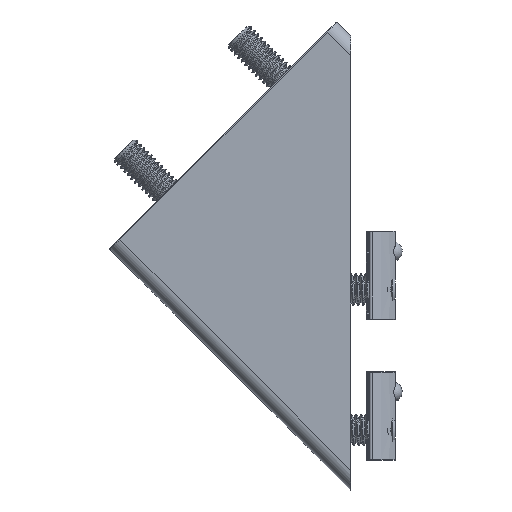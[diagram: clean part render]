
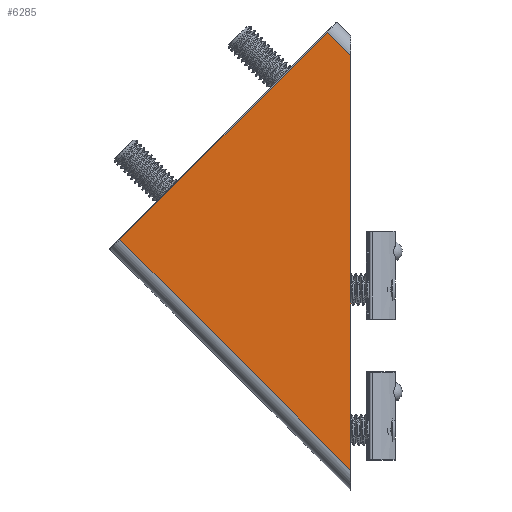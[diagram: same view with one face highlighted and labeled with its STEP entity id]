
A CAD part, left-side view. The second image highlights one B-rep face of the part: STEP entity #6285.
In plain terms, the highlighted planar face has unit normal (-1, 0, 0).
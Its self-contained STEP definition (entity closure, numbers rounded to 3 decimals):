
#168=PLANE('',#6707);
#648=LINE('',#9072,#944);
#669=LINE('',#12115,#965);
#722=LINE('',#12496,#1018);
#723=LINE('',#12497,#1019);
#944=VECTOR('',#7308,10.);
#965=VECTOR('',#7399,10.);
#1018=VECTOR('',#7544,1000.);
#1019=VECTOR('',#7545,1000.);
#1415=FACE_OUTER_BOUND('',#1768,.T.);
#1768=EDGE_LOOP('',(#4461,#4462,#4463,#4464));
#2416=VERTEX_POINT('',#8881);
#2431=VERTEX_POINT('',#9032);
#2487=VERTEX_POINT('',#12109);
#2488=VERTEX_POINT('',#12113);
#3159=EDGE_CURVE('',#2416,#2431,#648,.T.);
#3229=EDGE_CURVE('',#2487,#2488,#669,.T.);
#3318=EDGE_CURVE('',#2416,#2488,#722,.F.);
#3319=EDGE_CURVE('',#2487,#2431,#723,.F.);
#4461=ORIENTED_EDGE('',*,*,#3159,.F.);
#4462=ORIENTED_EDGE('',*,*,#3318,.T.);
#4463=ORIENTED_EDGE('',*,*,#3229,.F.);
#4464=ORIENTED_EDGE('',*,*,#3319,.T.);
#6285=ADVANCED_FACE('',(#1415),#168,.F.);
#6707=AXIS2_PLACEMENT_3D('',#12495,#7542,#7543);
#7308=DIRECTION('',(0.,0.,-1.));
#7399=DIRECTION('',(0.,-0.707,0.707));
#7542=DIRECTION('center_axis',(1.,0.,0.));
#7543=DIRECTION('ref_axis',(0.,0.,-1.));
#7544=DIRECTION('',(0.,-0.707,-0.707));
#7545=DIRECTION('',(0.,0.707,0.707));
#8881=CARTESIAN_POINT('',(-20.,0.05,-4.9));
#9032=CARTESIAN_POINT('',(-20.,0.05,-108.137));
#9072=CARTESIAN_POINT('',(-20.,0.05,0.));
#12109=CARTESIAN_POINT('',(-20.,57.559,-50.629));
#12113=CARTESIAN_POINT('',(-20.,5.94,0.99));
#12115=CARTESIAN_POINT('',(-20.,31.749,-24.819));
#12495=CARTESIAN_POINT('Origin',(-20.,0.,0.));
#12496=CARTESIAN_POINT('',(-20.,2.475,-2.475));
#12497=CARTESIAN_POINT('',(-20.,54.094,-54.094));
